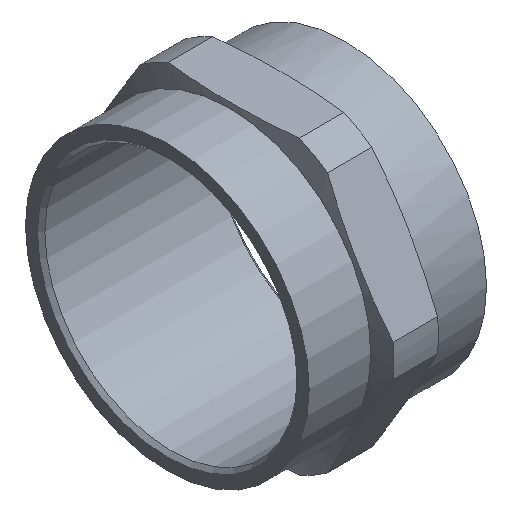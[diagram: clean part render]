
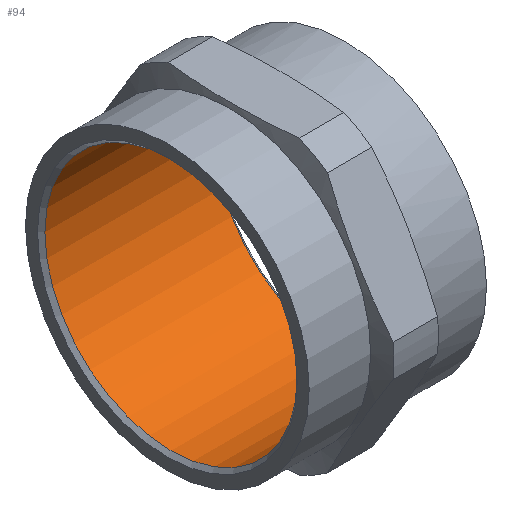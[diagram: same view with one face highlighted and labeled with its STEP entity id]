
A CAD part, isometric view. The second image highlights one B-rep face of the part: STEP entity #94.
In plain terms, the highlighted cylindrical face has radius 24.188 mm (diameter 48.376 mm), a full revolution.
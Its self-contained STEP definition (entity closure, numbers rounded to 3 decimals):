
#94 = ADVANCED_FACE( '', ( #142, #143 ), #144, .F. );
#142 = FACE_OUTER_BOUND( '', #193, .T. );
#143 = FACE_OUTER_BOUND( '', #194, .T. );
#144 = CYLINDRICAL_SURFACE( '', #195, 24.188 );
#193 = EDGE_LOOP( '', ( #340 ) );
#194 = EDGE_LOOP( '', ( #341 ) );
#195 = AXIS2_PLACEMENT_3D( '', #342, #343, #344 );
#340 = ORIENTED_EDGE( '', *, *, #392, .T. );
#341 = ORIENTED_EDGE( '', *, *, #393, .F. );
#342 = CARTESIAN_POINT( '', ( 17., 0., 0. ) );
#343 = DIRECTION( '', ( -1., 0., 0. ) );
#344 = DIRECTION( '', ( 0., 0., -1. ) );
#392 = EDGE_CURVE( '', #466, #466, #467, .T. );
#393 = EDGE_CURVE( '', #468, #468, #469, .T. );
#466 = VERTEX_POINT( '', #654 );
#467 = CIRCLE( '', #655, 24.188 );
#468 = VERTEX_POINT( '', #656 );
#469 = CIRCLE( '', #657, 24.188 );
#654 = CARTESIAN_POINT( '', ( 16.293, 0., -24.188 ) );
#655 = AXIS2_PLACEMENT_3D( '', #724, #725, #726 );
#656 = CARTESIAN_POINT( '', ( -16.293, 0., -24.188 ) );
#657 = AXIS2_PLACEMENT_3D( '', #727, #728, #729 );
#724 = CARTESIAN_POINT( '', ( 16.293, 0., 0. ) );
#725 = DIRECTION( '', ( 1., 0., 0. ) );
#726 = DIRECTION( '', ( 0., 0., -1. ) );
#727 = CARTESIAN_POINT( '', ( -16.293, 0., 0. ) );
#728 = DIRECTION( '', ( 1., 0., 0. ) );
#729 = DIRECTION( '', ( 0., 0., -1. ) );
